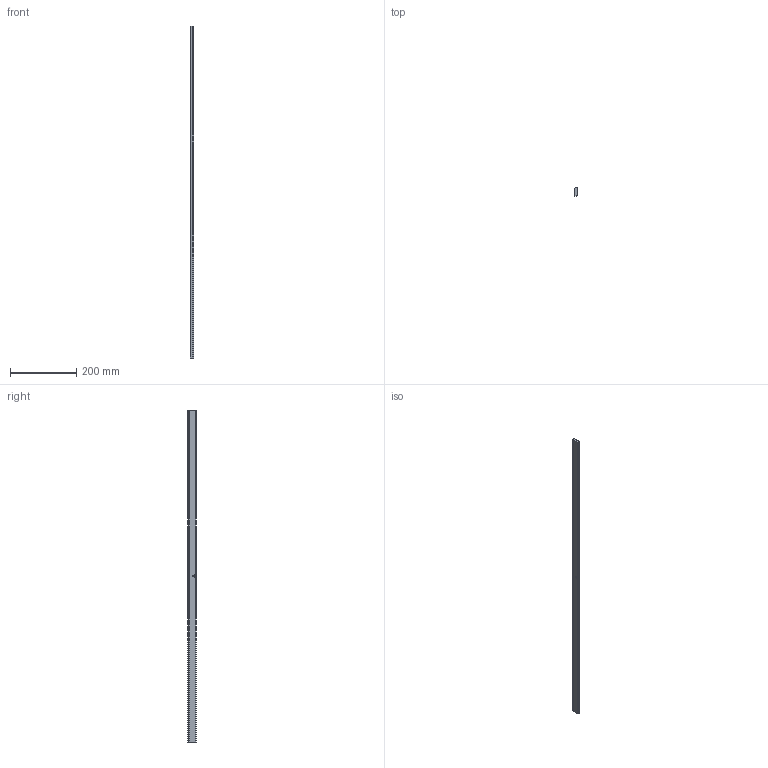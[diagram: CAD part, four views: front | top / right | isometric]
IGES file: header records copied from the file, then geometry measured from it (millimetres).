
Start section: SolidWorks IGES file using analytic representation for surfaces
Global section: file name: 80500-GU-ADMK.igs; native system: SolidWorks 2018; preprocessor: SolidWorks 2018; author: Christian; date: 220711.132530; units: millimetre
Bounding box: 10.1 x 24.9 x 1000 mm (x, y, z)
Surface area: 69590 mm2 (no closed solid volume)
Topology: 0 solids, 0 shells, 372 faces, 4026 edges, 4026 vertices
Faces by surface type: bspline 339, revolution 33
